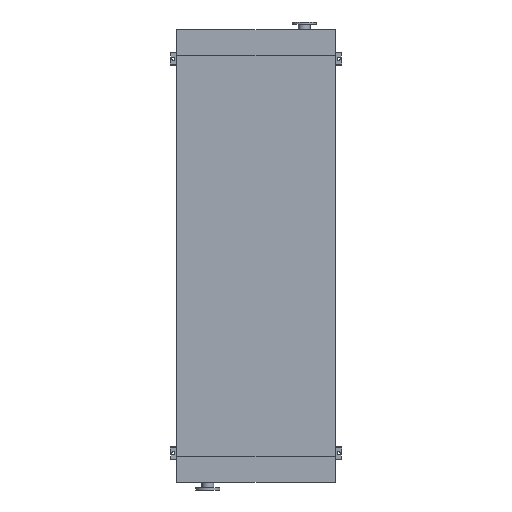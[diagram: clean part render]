
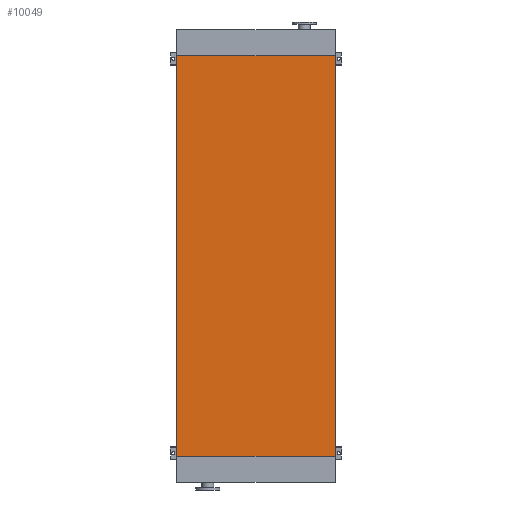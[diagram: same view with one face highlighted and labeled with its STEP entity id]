
A CAD part, front view. The second image highlights one B-rep face of the part: STEP entity #10049.
In plain terms, the highlighted planar face has unit normal (0, -1, 0).
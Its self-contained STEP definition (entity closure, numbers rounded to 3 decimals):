
#334 = CARTESIAN_POINT ( 'NONE',  ( 725., 0., 0. ) ) ;
#1630 = EDGE_LOOP ( 'NONE', ( #11134, #16143, #8347, #15686 ) ) ;
#2041 = VECTOR ( 'NONE', #2334, 1000. ) ;
#2334 = DIRECTION ( 'NONE',  ( 1., 0., 0. ) ) ;
#2762 = CARTESIAN_POINT ( 'NONE',  ( 725., 0., -3650. ) ) ;
#3849 = EDGE_CURVE ( 'NONE', #17195, #11282, #9807, .T. ) ;
#4522 = EDGE_CURVE ( 'NONE', #10063, #11282, #13505, .T. ) ;
#4789 = EDGE_CURVE ( 'NONE', #9584, #17195, #15239, .T. ) ;
#5355 = VECTOR ( 'NONE', #15549, 1000. ) ;
#8283 = DIRECTION ( 'NONE',  ( 0., 0., 1. ) ) ;
#8347 = ORIENTED_EDGE ( 'NONE', *, *, #4789, .T. ) ;
#9341 = CARTESIAN_POINT ( 'NONE',  ( -725., 0., 0. ) ) ;
#9579 = DIRECTION ( 'NONE',  ( 0., 0., -1. ) ) ;
#9584 = VERTEX_POINT ( 'NONE', #18020 ) ;
#9613 = DIRECTION ( 'NONE',  ( 0., -1., 0. ) ) ;
#9697 = CARTESIAN_POINT ( 'NONE',  ( -725., 0., -3650. ) ) ;
#9717 = PLANE ( 'NONE',  #18479 ) ;
#9807 = LINE ( 'NONE', #15310, #5355 ) ;
#10049 = ADVANCED_FACE ( 'NONE', ( #17432 ), #9717, .T. ) ;
#10063 = VERTEX_POINT ( 'NONE', #9341 ) ;
#11134 = ORIENTED_EDGE ( 'NONE', *, *, #4522, .F. ) ;
#11282 = VERTEX_POINT ( 'NONE', #334 ) ;
#12527 = CARTESIAN_POINT ( 'NONE',  ( -725., 0., -3650. ) ) ;
#13505 = LINE ( 'NONE', #18248, #2041 ) ;
#13572 = EDGE_CURVE ( 'NONE', #9584, #10063, #14046, .T. ) ;
#14046 = LINE ( 'NONE', #12527, #14446 ) ;
#14446 = VECTOR ( 'NONE', #8283, 1000. ) ;
#15239 = LINE ( 'NONE', #17213, #18035 ) ;
#15310 = CARTESIAN_POINT ( 'NONE',  ( 725., 0., -3650. ) ) ;
#15549 = DIRECTION ( 'NONE',  ( 0., 0., 1. ) ) ;
#15686 = ORIENTED_EDGE ( 'NONE', *, *, #3849, .T. ) ;
#16143 = ORIENTED_EDGE ( 'NONE', *, *, #13572, .F. ) ;
#17051 = DIRECTION ( 'NONE',  ( 1., 0., 0. ) ) ;
#17195 = VERTEX_POINT ( 'NONE', #2762 ) ;
#17213 = CARTESIAN_POINT ( 'NONE',  ( -725., 0., -3650. ) ) ;
#17432 = FACE_OUTER_BOUND ( 'NONE', #1630, .T. ) ;
#18020 = CARTESIAN_POINT ( 'NONE',  ( -725., 0., -3650. ) ) ;
#18035 = VECTOR ( 'NONE', #17051, 1000. ) ;
#18248 = CARTESIAN_POINT ( 'NONE',  ( -725., 0., 0. ) ) ;
#18479 = AXIS2_PLACEMENT_3D ( 'NONE', #9697, #9613, #9579 ) ;
